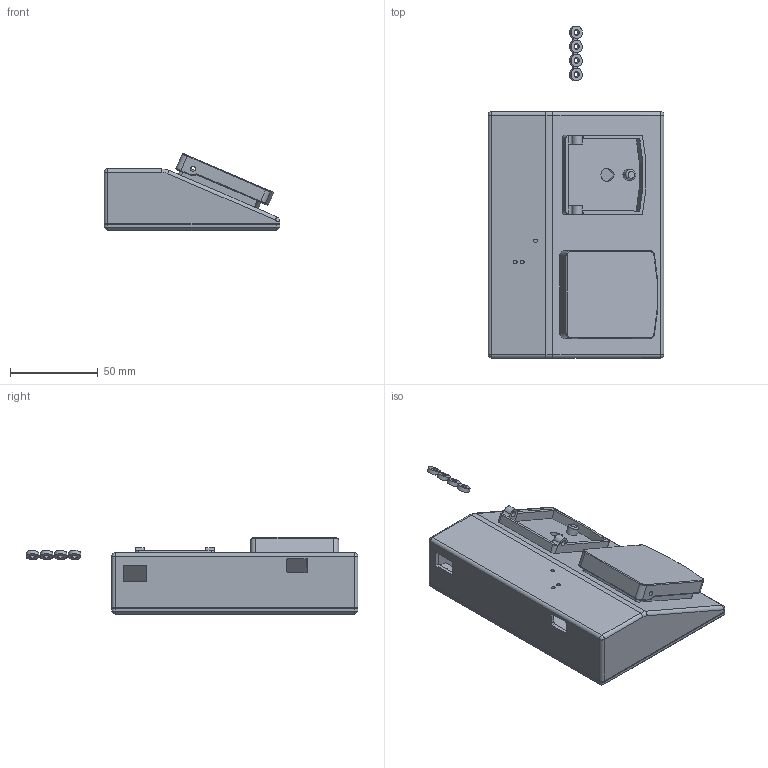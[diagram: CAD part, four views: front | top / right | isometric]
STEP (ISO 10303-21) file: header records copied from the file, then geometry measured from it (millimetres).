
FILE_DESCRIPTION(/* description */ (''),/* implementation_level */ '2;1');
FILE_NAME(/* name */ 'page turner WROVER v27.step',/* time_stamp */ '2023-10-14T15:20:57+02:00',/* author */ (''),/* organization */ (''),/* preprocessor_version */ 'ST-DEVELOPER v20',/* originating_system */ 'Autodesk Translation Framework v12.14.0.127',/* authorisation */ '');
FILE_SCHEMA (('AUTOMOTIVE_DESIGN { 1 0 10303 214 3 1 1 }'));
Length unit declared in the file: millimetre
Products named in the file (1): page turner WROVER
Bounding box: 100 x 188.6 x 43.78 mm (x, y, z)
Volume: 93587.4 mm3; surface area: 93692.1 mm2
Topology: 4 solids, 4 shells, 319 faces, 818 edges, 518 vertices
Faces by surface type: plane 161, cylinder 124, torus 18, cone 8, sphere 4, bspline 4
Full cylindrical faces by diameter (mm): 2 x3, 2.7 x8, 2.8 x2, 3 x3, 3.2 x8, 5 x1, 6 x2, 7.2 x4, 7.3 x1
Entity records: 9793 total; most frequent: DIRECTION 1738, CARTESIAN_POINT 1710, ORIENTED_EDGE 1628, EDGE_CURVE 814, AXIS2_PLACEMENT_3D 610, LINE 518, VECTOR 518, VERTEX_POINT 518
